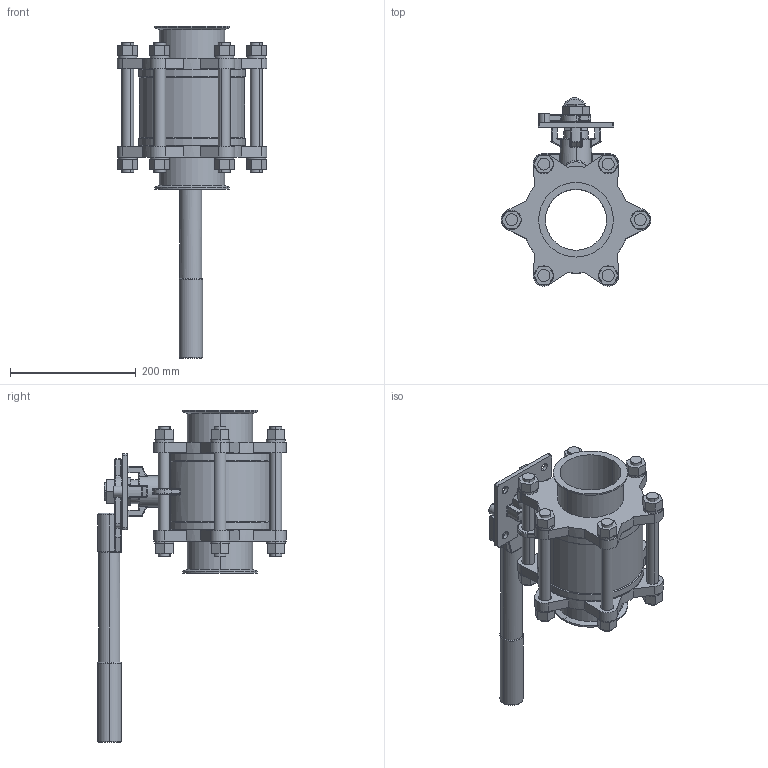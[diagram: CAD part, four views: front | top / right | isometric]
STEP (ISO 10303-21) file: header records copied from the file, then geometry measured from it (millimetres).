
FILE_DESCRIPTION (( 'STEP AP203' ), '1' );
FILE_NAME ('9020-400-TC.STEP', '2017-06-02T13:42:20', ( '' ), ( '' ), 'SwSTEP 2.0', 'SolidWorks 2014', '' );
FILE_SCHEMA (( 'CONFIG_CONTROL_DESIGN' ));
Length unit declared in the file: inch
Products named in the file (1): 9020-400-TC
Bounding box: 238.54 x 300.24 x 528.96 mm (x, y, z)
Volume: 3882480.3 mm3; surface area: 500862 mm2
Topology: 6 solids, 10 shells, 849 faces, 1987 edges, 1181 vertices
Faces by surface type: plane 410, cylinder 271, torus 69, bspline 42, cone 33, sphere 24
Entity records: 26279 total; most frequent: CARTESIAN_POINT 6600, DIRECTION 4362, ORIENTED_EDGE 3950, EDGE_CURVE 1975, AXIS2_PLACEMENT_3D 1699, VERTEX_POINT 1181, VECTOR 964, LINE 964
